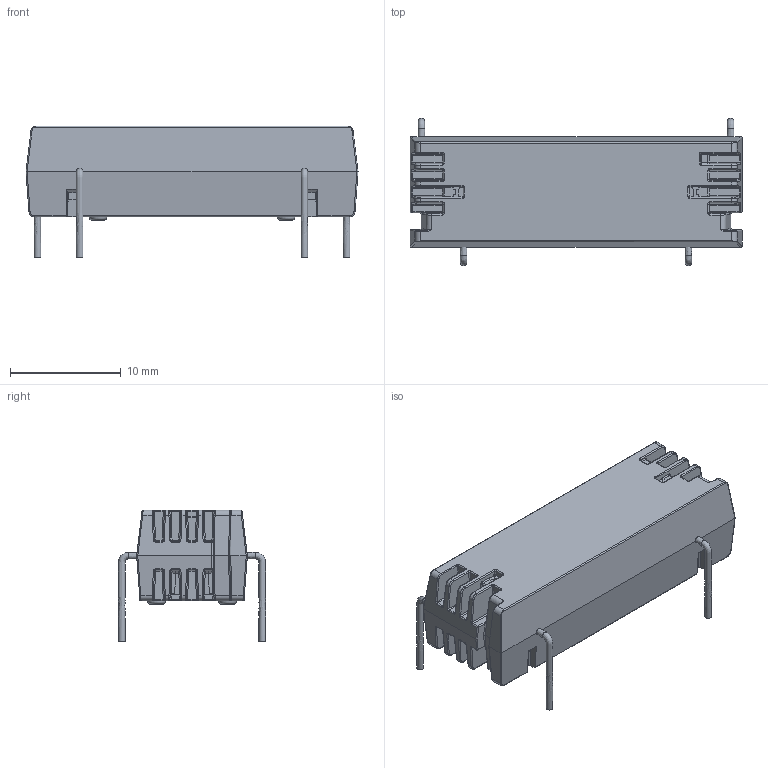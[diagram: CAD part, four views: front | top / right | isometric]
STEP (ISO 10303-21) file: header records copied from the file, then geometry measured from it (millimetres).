
FILE_DESCRIPTION(/* description */ (''),/* implementation_level */ '2;1');
FILE_NAME(/* name */ 'HR1-V THT.stp',/* time_stamp */ '2023-08-05T16:51:57+08:00',/* author */ (''),/* organization */ (''),/* preprocessor_version */ 'ST-DEVELOPER v16.7',/* originating_system */ 'SIEMENS PLM Software NX 1942',/* authorisation */ '');
FILE_SCHEMA (('AUTOMOTIVE_DESIGN { 1 0 10303 214 3 1 1 1 }'));
Products named in the file (9): FVF7.731.1145_a-舌簧片; FVF7.755.2324-X_a-线圈引出端; FVF6.043.0075_a-干簧开关_ASM; FVF6.687.0476-X_a-线架干簧部分_过程图_; FVF6.687.0475-X_a-线架干簧部分_ASM; FVF6.664.0969_a-线圈干簧部分_MODEL; FVF6.664.0970_a-线圈干簧部分_折弯_
_ASM; FVF5.670.2406-X_b-继电器部分_ASM; FVF4.520.2336_b-装配图_DIP_
Assembly tree (10 placements, depth 8):
  FVF4.520.2336_b-装配图_DIP_
    FVF5.670.2406-X_b-继电器部分_ASM
      FVF6.664.0970_a-线圈干簧部分_折弯_
_ASM
        FVF6.664.0969_a-线圈干簧部分_MODEL
          FVF6.687.0475-X_a-线架干簧部分_ASM
            FVF7.755.2324-X_a-线圈引出端  x2
            FVF6.687.0476-X_a-线架干簧部分_过程图_
              FVF6.043.0075_a-干簧开关_ASM
                FVF7.731.1145_a-舌簧片  x2
Bounding box: 30 x 13.3 x 11.9 mm (x, y, z)
Volume: 2154.8 mm3; surface area: 3935.7 mm2
Topology: 14 solids, 14 shells, 1630 faces, 4155 edges, 2491 vertices
Faces by surface type: cylinder 638, plane 534, bspline 316, sphere 66, torus 62, cone 14
Full cylindrical faces by diameter (mm): 0.6 x8, 0.65 x4, 1.6 x8, 1.76 x1, 2.4 x2, 2.8 x2, 3.44 x2, 6.3 x2
Entity records: 69825 total; most frequent: CARTESIAN_POINT 22490, ORIENTED_EDGE 7970, DIRECTION 7638, EDGE_CURVE 3985, AXIS2_PLACEMENT_3D 2865, VERTEX_POINT 2465, LINE 1908, VECTOR 1908
